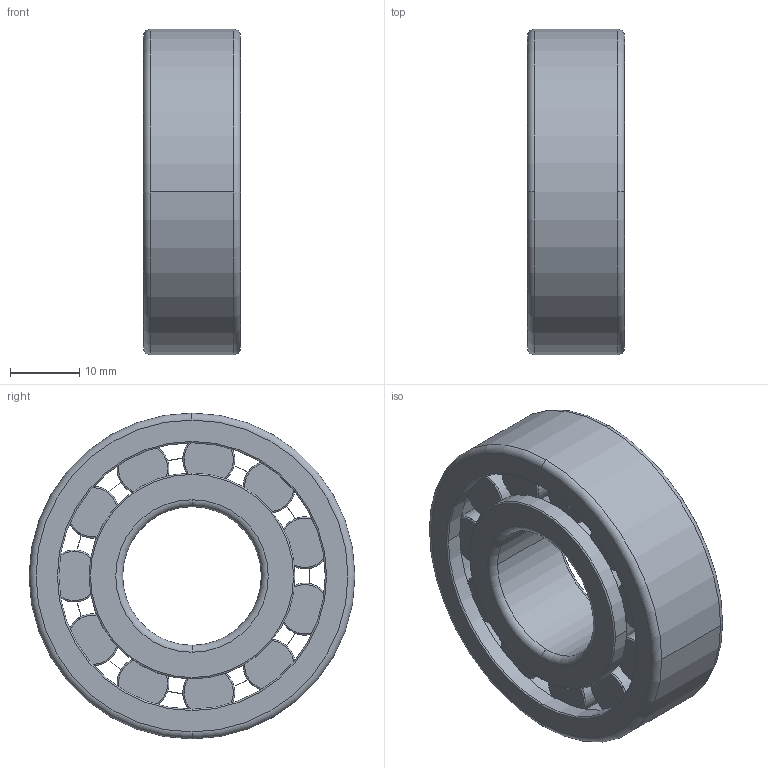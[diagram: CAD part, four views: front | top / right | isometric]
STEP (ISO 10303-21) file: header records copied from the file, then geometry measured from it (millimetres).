
FILE_DESCRIPTION(('STEP AP214'),'1');
FILE_NAME('skf_bearing_nj_204_ecp_2.stp','2023-11-06T07:07:53',('TraceParts'),('TraceParts S.A.'),'Spatial InterOp 3D',' ',' ');
FILE_SCHEMA(('AUTOMOTIVE_DESIGN { 1 0 10303 214 1 1 1 1 }'));
Length unit declared in the file: millimetre
Products named in the file (1): skf_bearing_nj_204_ecp_2_1
Bounding box: 14 x 47 x 47 mm (x, y, z)
Volume: 14205.5 mm3; surface area: 11212.7 mm2
Topology: 3 solids, 3 shells, 149 faces, 410 edges, 290 vertices
Faces by surface type: torus 82, cylinder 36, plane 29, cone 2
Entity records: 5815 total; most frequent: CARTESIAN_POINT 1754, DIRECTION 954, ORIENTED_EDGE 820, AXIS2_PLACEMENT_3D 458, EDGE_CURVE 410, CIRCLE 306, VERTEX_POINT 290, EDGE_LOOP 178
